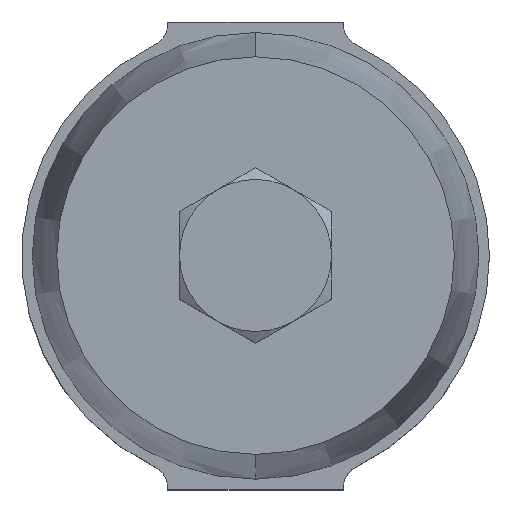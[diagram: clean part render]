
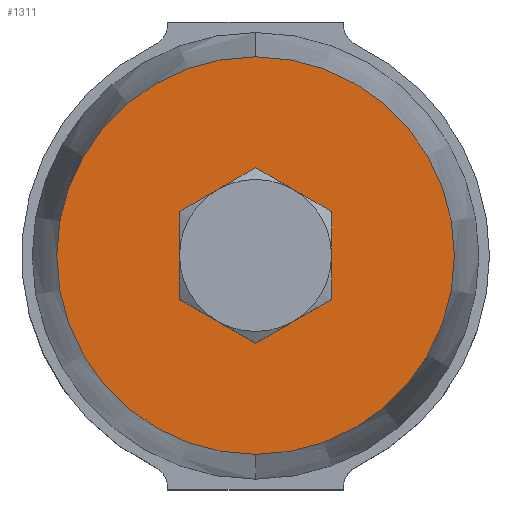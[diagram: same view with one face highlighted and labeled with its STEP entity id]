
A CAD part, top view. The second image highlights one B-rep face of the part: STEP entity #1311.
In plain terms, the highlighted planar face has unit normal (0, 0, 1).
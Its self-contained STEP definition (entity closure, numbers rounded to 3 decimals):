
#148 = DIRECTION ( 'NONE',  ( 0., 0., 1. ) ) ;
#254 = CARTESIAN_POINT ( 'NONE',  ( 0., 17., 20. ) ) ;
#375 = ORIENTED_EDGE ( 'NONE', *, *, #2408, .T. ) ;
#863 = CARTESIAN_POINT ( 'NONE',  ( 0., 0., 20. ) ) ;
#1051 = DIRECTION ( 'NONE',  ( 0., -1., 0. ) ) ;
#1245 = AXIS2_PLACEMENT_3D ( 'NONE', #3175, #2417, #8831 ) ;
#1311 = ADVANCED_FACE ( 'NONE', ( #6876, #4563 ), #3439, .F. ) ;
#1350 = CIRCLE ( 'NONE', #1245, 6.3 ) ;
#1394 = DIRECTION ( 'NONE',  ( 0., -1., 0. ) ) ;
#2264 = VERTEX_POINT ( 'NONE', #254 ) ;
#2408 = EDGE_CURVE ( 'NONE', #2264, #6722, #4115, .T. ) ;
#2417 = DIRECTION ( 'NONE',  ( 0., 0., 1. ) ) ;
#2594 = AXIS2_PLACEMENT_3D ( 'NONE', #4896, #4225, #6135 ) ;
#2787 = VERTEX_POINT ( 'NONE', #6125 ) ;
#3175 = CARTESIAN_POINT ( 'NONE',  ( 0., 0., 20. ) ) ;
#3245 = CARTESIAN_POINT ( 'NONE',  ( 0., 0., 20. ) ) ;
#3259 = CIRCLE ( 'NONE', #3615, 6.3 ) ;
#3439 = PLANE ( 'NONE',  #2594 ) ;
#3615 = AXIS2_PLACEMENT_3D ( 'NONE', #863, #148, #5821 ) ;
#3834 = CIRCLE ( 'NONE', #4735, 17. ) ;
#3936 = VERTEX_POINT ( 'NONE', #8726 ) ;
#4115 = CIRCLE ( 'NONE', #8889, 17. ) ;
#4225 = DIRECTION ( 'NONE',  ( 0., 0., -1. ) ) ;
#4267 = DIRECTION ( 'NONE',  ( 0., 0., 1. ) ) ;
#4296 = CARTESIAN_POINT ( 'NONE',  ( 0., 0., 20. ) ) ;
#4563 = FACE_OUTER_BOUND ( 'NONE', #7886, .T. ) ;
#4625 = EDGE_LOOP ( 'NONE', ( #4973, #8896 ) ) ;
#4735 = AXIS2_PLACEMENT_3D ( 'NONE', #4296, #4267, #1394 ) ;
#4808 = ORIENTED_EDGE ( 'NONE', *, *, #6024, .T. ) ;
#4896 = CARTESIAN_POINT ( 'NONE',  ( 0., 17., 20. ) ) ;
#4973 = ORIENTED_EDGE ( 'NONE', *, *, #6719, .F. ) ;
#5348 = DIRECTION ( 'NONE',  ( 0., 0., 1. ) ) ;
#5821 = DIRECTION ( 'NONE',  ( -1., 0., 0. ) ) ;
#6024 = EDGE_CURVE ( 'NONE', #6722, #2264, #3834, .T. ) ;
#6125 = CARTESIAN_POINT ( 'NONE',  ( 6.3, 0., 20. ) ) ;
#6135 = DIRECTION ( 'NONE',  ( 0., 1., 0. ) ) ;
#6719 = EDGE_CURVE ( 'NONE', #3936, #2787, #1350, .T. ) ;
#6722 = VERTEX_POINT ( 'NONE', #8088 ) ;
#6876 = FACE_BOUND ( 'NONE', #4625, .T. ) ;
#7886 = EDGE_LOOP ( 'NONE', ( #375, #4808 ) ) ;
#8088 = CARTESIAN_POINT ( 'NONE',  ( 0., -17., 20. ) ) ;
#8443 = EDGE_CURVE ( 'NONE', #2787, #3936, #3259, .T. ) ;
#8726 = CARTESIAN_POINT ( 'NONE',  ( -6.3, 0., 20. ) ) ;
#8831 = DIRECTION ( 'NONE',  ( -1., 0., 0. ) ) ;
#8889 = AXIS2_PLACEMENT_3D ( 'NONE', #3245, #5348, #1051 ) ;
#8896 = ORIENTED_EDGE ( 'NONE', *, *, #8443, .F. ) ;
